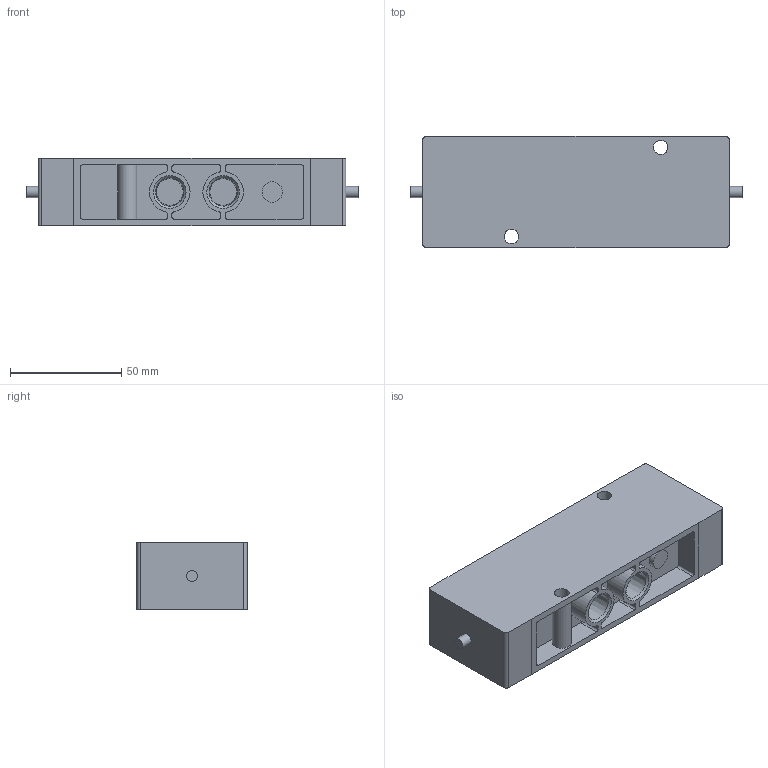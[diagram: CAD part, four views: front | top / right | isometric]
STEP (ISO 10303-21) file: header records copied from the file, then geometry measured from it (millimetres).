
FILE_DESCRIPTION(/* description */ ('STEP AP214'),/* implementation_level */ '2;1');
FILE_NAME(/* name */ '10879_JH-5-1_4-NPT',/* time_stamp */ '2024-08-29T14:24:28+02:00',/* author */ ('License CC BY-ND 4.0'),/* organization */ ('CADENAS'),/* preprocessor_version */ 'ST-DEVELOPER v19.3',/* originating_system */ 'PARTsolutions',/* authorisation */ ' ');
FILE_SCHEMA (('AUTOMOTIVE_DESIGN {1 0 10303 214 3 1 1}'));
Length unit declared in the file: millimetre
Products named in the file (1): 10879 JH-5-1/4-NPT
Bounding box: 149 x 50 x 30.4 mm (x, y, z)
Volume: 166008.6 mm3; surface area: 37752.4 mm2
Topology: 1 solids, 1 shells, 105 faces, 265 edges, 177 vertices
Faces by surface type: plane 47, cylinder 44, cone 14
Full cylindrical faces by diameter (mm): 5 x2, 6.5 x2, 8.5 x2, 9.12 x1, 18.24 x2
Entity records: 3061 total; most frequent: DIRECTION 552, CARTESIAN_POINT 524, ORIENTED_EDGE 464, EDGE_CURVE 232, AXIS2_PLACEMENT_3D 215, VERTEX_POINT 168, EDGE_LOOP 154, FACE_BOUND 154
